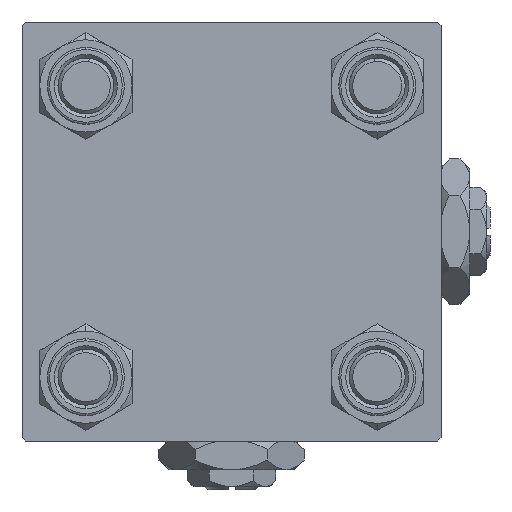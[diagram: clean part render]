
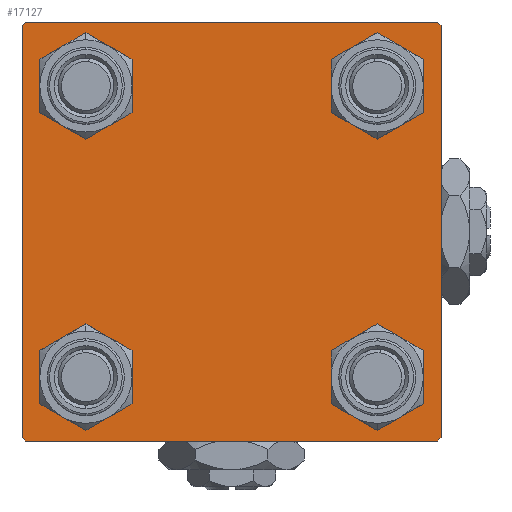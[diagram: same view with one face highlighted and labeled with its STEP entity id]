
A CAD part, left-side view. The second image highlights one B-rep face of the part: STEP entity #17127.
In plain terms, the highlighted planar face has unit normal (-1, 0, 0).
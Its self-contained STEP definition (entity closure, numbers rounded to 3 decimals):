
#82 = DIRECTION ( 'NONE',  ( 0., 0., 1. ) ) ;
#138 = DIRECTION ( 'NONE',  ( 1., 0., 0. ) ) ;
#674 = CARTESIAN_POINT ( 'NONE',  ( 0., -20.85, -20.85 ) ) ;
#766 = CARTESIAN_POINT ( 'NONE',  ( 0., 30., 29.5 ) ) ;
#810 = DIRECTION ( 'NONE',  ( 0., 0., 1. ) ) ;
#1303 = EDGE_LOOP ( 'NONE', ( #39359, #25980 ) ) ;
#1637 = EDGE_CURVE ( 'NONE', #51022, #28607, #19219, .T. ) ;
#2143 = VERTEX_POINT ( 'NONE', #40851 ) ;
#2964 = CARTESIAN_POINT ( 'NONE',  ( 0., 29.75, 29.75 ) ) ;
#3334 = VERTEX_POINT ( 'NONE', #766 ) ;
#3465 = VECTOR ( 'NONE', #26984, 1000. ) ;
#3827 = CARTESIAN_POINT ( 'NONE',  ( 0., -20.85, 20.85 ) ) ;
#4076 = CIRCLE ( 'NONE', #46639, 4.5 ) ;
#4437 = VECTOR ( 'NONE', #46267, 1000. ) ;
#4468 = DIRECTION ( 'NONE',  ( 0., 0., 1. ) ) ;
#4555 = CARTESIAN_POINT ( 'NONE',  ( 0., 29.75, -29.75 ) ) ;
#4743 = ORIENTED_EDGE ( 'NONE', *, *, #42799, .T. ) ;
#4857 = VERTEX_POINT ( 'NONE', #38823 ) ;
#5031 = AXIS2_PLACEMENT_3D ( 'NONE', #674, #138, #29228 ) ;
#5177 = CARTESIAN_POINT ( 'NONE',  ( 0., 30., 30. ) ) ;
#5476 = ORIENTED_EDGE ( 'NONE', *, *, #30942, .T. ) ;
#5552 = CARTESIAN_POINT ( 'NONE',  ( 0., -29.5, 30. ) ) ;
#5559 = DIRECTION ( 'NONE',  ( 1., 0., 0. ) ) ;
#6078 = DIRECTION ( 'NONE',  ( 0., 0., 1. ) ) ;
#6458 = DIRECTION ( 'NONE',  ( 1., 0., 0. ) ) ;
#7567 = FACE_BOUND ( 'NONE', #28777, .T. ) ;
#8083 = CIRCLE ( 'NONE', #37889, 4.5 ) ;
#8105 = DIRECTION ( 'NONE',  ( 1., 0., 0. ) ) ;
#8405 = VERTEX_POINT ( 'NONE', #5552 ) ;
#9665 = VERTEX_POINT ( 'NONE', #22797 ) ;
#9903 = AXIS2_PLACEMENT_3D ( 'NONE', #37096, #29613, #810 ) ;
#10426 = CARTESIAN_POINT ( 'NONE',  ( 0., -20.85, -16.35 ) ) ;
#10538 = CARTESIAN_POINT ( 'NONE',  ( 0., -20.85, 16.35 ) ) ;
#10972 = CARTESIAN_POINT ( 'NONE',  ( 0., -30., 29.5 ) ) ;
#11056 = VECTOR ( 'NONE', #26458, 1000. ) ;
#11368 = ORIENTED_EDGE ( 'NONE', *, *, #45367, .T. ) ;
#11620 = ORIENTED_EDGE ( 'NONE', *, *, #13937, .T. ) ;
#12286 = EDGE_LOOP ( 'NONE', ( #31086, #11368 ) ) ;
#13708 = DIRECTION ( 'NONE',  ( 1., 0., 0. ) ) ;
#13861 = EDGE_LOOP ( 'NONE', ( #29282, #11620, #23806, #14227, #37693, #4743, #34094, #35157 ) ) ;
#13937 = EDGE_CURVE ( 'NONE', #47426, #37871, #28814, .T. ) ;
#14187 = LINE ( 'NONE', #30449, #11056 ) ;
#14227 = ORIENTED_EDGE ( 'NONE', *, *, #1637, .T. ) ;
#15353 = AXIS2_PLACEMENT_3D ( 'NONE', #24370, #36625, #82 ) ;
#16516 = EDGE_CURVE ( 'NONE', #4857, #8405, #14187, .T. ) ;
#16744 = DIRECTION ( 'NONE',  ( 0., 0.707, 0.707 ) ) ;
#16963 = AXIS2_PLACEMENT_3D ( 'NONE', #46087, #5559, #6078 ) ;
#17127 = ADVANCED_FACE ( 'NONE', ( #22784, #35034, #7567, #32902, #24110 ), #23575, .T. ) ;
#17193 = CIRCLE ( 'NONE', #21467, 4.5 ) ;
#18199 = CARTESIAN_POINT ( 'NONE',  ( 0., 20.85, -20.85 ) ) ;
#18393 = EDGE_CURVE ( 'NONE', #4857, #3334, #39244, .T. ) ;
#19219 = LINE ( 'NONE', #35473, #49658 ) ;
#19501 = VECTOR ( 'NONE', #28283, 1000. ) ;
#19843 = EDGE_CURVE ( 'NONE', #48700, #9665, #17193, .T. ) ;
#20891 = AXIS2_PLACEMENT_3D ( 'NONE', #27235, #23513, #39769 ) ;
#21048 = EDGE_CURVE ( 'NONE', #31144, #28607, #37995, .T. ) ;
#21280 = CARTESIAN_POINT ( 'NONE',  ( 0., 20.85, 20.85 ) ) ;
#21467 = AXIS2_PLACEMENT_3D ( 'NONE', #21280, #37530, #4468 ) ;
#21715 = CARTESIAN_POINT ( 'NONE',  ( 0., -20.85, 20.85 ) ) ;
#21971 = LINE ( 'NONE', #5177, #40857 ) ;
#22313 = VERTEX_POINT ( 'NONE', #37327 ) ;
#22719 = DIRECTION ( 'NONE',  ( 0., 0., 1. ) ) ;
#22784 = FACE_BOUND ( 'NONE', #1303, .T. ) ;
#22797 = CARTESIAN_POINT ( 'NONE',  ( 0., 20.85, 16.35 ) ) ;
#23344 = CARTESIAN_POINT ( 'NONE',  ( 0., 30., -29.5 ) ) ;
#23513 = DIRECTION ( 'NONE',  ( 1., 0., 0. ) ) ;
#23575 = PLANE ( 'NONE',  #15353 ) ;
#23685 = VECTOR ( 'NONE', #16744, 1000. ) ;
#23806 = ORIENTED_EDGE ( 'NONE', *, *, #39106, .T. ) ;
#24110 = FACE_OUTER_BOUND ( 'NONE', #13861, .T. ) ;
#24370 = CARTESIAN_POINT ( 'NONE',  ( 0., 0., 0. ) ) ;
#25980 = ORIENTED_EDGE ( 'NONE', *, *, #41219, .T. ) ;
#26458 = DIRECTION ( 'NONE',  ( 0., -1., 0. ) ) ;
#26984 = DIRECTION ( 'NONE',  ( 0., 0.707, -0.707 ) ) ;
#27090 = VERTEX_POINT ( 'NONE', #10538 ) ;
#27235 = CARTESIAN_POINT ( 'NONE',  ( 0., 20.85, 20.85 ) ) ;
#27471 = CARTESIAN_POINT ( 'NONE',  ( 0., -29.5, -30. ) ) ;
#27681 = CIRCLE ( 'NONE', #43023, 4.5 ) ;
#28005 = CIRCLE ( 'NONE', #5031, 4.5 ) ;
#28283 = DIRECTION ( 'NONE',  ( 0., -0.707, -0.707 ) ) ;
#28607 = VERTEX_POINT ( 'NONE', #49867 ) ;
#28777 = EDGE_LOOP ( 'NONE', ( #5476, #38834 ) ) ;
#28814 = LINE ( 'NONE', #4555, #19501 ) ;
#29228 = DIRECTION ( 'NONE',  ( 0., 0., 1. ) ) ;
#29282 = ORIENTED_EDGE ( 'NONE', *, *, #49621, .T. ) ;
#29613 = DIRECTION ( 'NONE',  ( 1., 0., 0. ) ) ;
#29667 = CARTESIAN_POINT ( 'NONE',  ( 0., 20.85, -25.35 ) ) ;
#29970 = DIRECTION ( 'NONE',  ( 0., 0., 1. ) ) ;
#30113 = VERTEX_POINT ( 'NONE', #29667 ) ;
#30449 = CARTESIAN_POINT ( 'NONE',  ( 0., 30., 30. ) ) ;
#30942 = EDGE_CURVE ( 'NONE', #50261, #30113, #8083, .T. ) ;
#31086 = ORIENTED_EDGE ( 'NONE', *, *, #48857, .T. ) ;
#31144 = VERTEX_POINT ( 'NONE', #10972 ) ;
#31146 = EDGE_CURVE ( 'NONE', #9665, #48700, #46450, .T. ) ;
#31205 = VECTOR ( 'NONE', #33140, 1000. ) ;
#31941 = CARTESIAN_POINT ( 'NONE',  ( 0., -29.75, 29.75 ) ) ;
#32902 = FACE_BOUND ( 'NONE', #44734, .T. ) ;
#33140 = DIRECTION ( 'NONE',  ( 0., -1., 0. ) ) ;
#34037 = CARTESIAN_POINT ( 'NONE',  ( 0., 20.85, -16.35 ) ) ;
#34094 = ORIENTED_EDGE ( 'NONE', *, *, #16516, .F. ) ;
#35034 = FACE_BOUND ( 'NONE', #12286, .T. ) ;
#35157 = ORIENTED_EDGE ( 'NONE', *, *, #18393, .T. ) ;
#35214 = EDGE_CURVE ( 'NONE', #22313, #27090, #27681, .T. ) ;
#35473 = CARTESIAN_POINT ( 'NONE',  ( 0., -29.75, -29.75 ) ) ;
#36625 = DIRECTION ( 'NONE',  ( -1., 0., 0. ) ) ;
#37096 = CARTESIAN_POINT ( 'NONE',  ( 0., 20.85, -20.85 ) ) ;
#37327 = CARTESIAN_POINT ( 'NONE',  ( 0., -20.85, 25.35 ) ) ;
#37530 = DIRECTION ( 'NONE',  ( 1., 0., 0. ) ) ;
#37693 = ORIENTED_EDGE ( 'NONE', *, *, #21048, .F. ) ;
#37871 = VERTEX_POINT ( 'NONE', #51327 ) ;
#37889 = AXIS2_PLACEMENT_3D ( 'NONE', #18199, #6458, #22719 ) ;
#37995 = LINE ( 'NONE', #39030, #4437 ) ;
#38378 = EDGE_CURVE ( 'NONE', #30113, #50261, #46534, .T. ) ;
#38569 = ORIENTED_EDGE ( 'NONE', *, *, #19843, .T. ) ;
#38823 = CARTESIAN_POINT ( 'NONE',  ( 0., 29.5, 30. ) ) ;
#38834 = ORIENTED_EDGE ( 'NONE', *, *, #38378, .T. ) ;
#39030 = CARTESIAN_POINT ( 'NONE',  ( 0., -30., 30. ) ) ;
#39106 = EDGE_CURVE ( 'NONE', #37871, #51022, #45149, .T. ) ;
#39244 = LINE ( 'NONE', #2964, #3465 ) ;
#39359 = ORIENTED_EDGE ( 'NONE', *, *, #35214, .T. ) ;
#39769 = DIRECTION ( 'NONE',  ( 0., 0., 1. ) ) ;
#39933 = CIRCLE ( 'NONE', #16963, 4.5 ) ;
#40484 = LINE ( 'NONE', #31941, #23685 ) ;
#40851 = CARTESIAN_POINT ( 'NONE',  ( 0., -20.85, -25.35 ) ) ;
#40857 = VECTOR ( 'NONE', #42239, 1000. ) ;
#41153 = CARTESIAN_POINT ( 'NONE',  ( 0., 30., -30. ) ) ;
#41219 = EDGE_CURVE ( 'NONE', #27090, #22313, #4076, .T. ) ;
#42239 = DIRECTION ( 'NONE',  ( 0., 0., -1. ) ) ;
#42799 = EDGE_CURVE ( 'NONE', #31144, #8405, #40484, .T. ) ;
#43023 = AXIS2_PLACEMENT_3D ( 'NONE', #21715, #13708, #29970 ) ;
#44101 = DIRECTION ( 'NONE',  ( 0., 0., 1. ) ) ;
#44734 = EDGE_LOOP ( 'NONE', ( #38569, #46885 ) ) ;
#45149 = LINE ( 'NONE', #41153, #31205 ) ;
#45367 = EDGE_CURVE ( 'NONE', #2143, #47625, #39933, .T. ) ;
#46087 = CARTESIAN_POINT ( 'NONE',  ( 0., -20.85, -20.85 ) ) ;
#46267 = DIRECTION ( 'NONE',  ( 0., 0., -1. ) ) ;
#46450 = CIRCLE ( 'NONE', #20891, 4.5 ) ;
#46534 = CIRCLE ( 'NONE', #9903, 4.5 ) ;
#46639 = AXIS2_PLACEMENT_3D ( 'NONE', #3827, #8105, #44101 ) ;
#46885 = ORIENTED_EDGE ( 'NONE', *, *, #31146, .T. ) ;
#47426 = VERTEX_POINT ( 'NONE', #23344 ) ;
#47625 = VERTEX_POINT ( 'NONE', #10426 ) ;
#48700 = VERTEX_POINT ( 'NONE', #49569 ) ;
#48857 = EDGE_CURVE ( 'NONE', #47625, #2143, #28005, .T. ) ;
#49569 = CARTESIAN_POINT ( 'NONE',  ( 0., 20.85, 25.35 ) ) ;
#49621 = EDGE_CURVE ( 'NONE', #3334, #47426, #21971, .T. ) ;
#49658 = VECTOR ( 'NONE', #51755, 1000. ) ;
#49867 = CARTESIAN_POINT ( 'NONE',  ( 0., -30., -29.5 ) ) ;
#50261 = VERTEX_POINT ( 'NONE', #34037 ) ;
#51022 = VERTEX_POINT ( 'NONE', #27471 ) ;
#51327 = CARTESIAN_POINT ( 'NONE',  ( 0., 29.5, -30. ) ) ;
#51755 = DIRECTION ( 'NONE',  ( 0., -0.707, 0.707 ) ) ;
